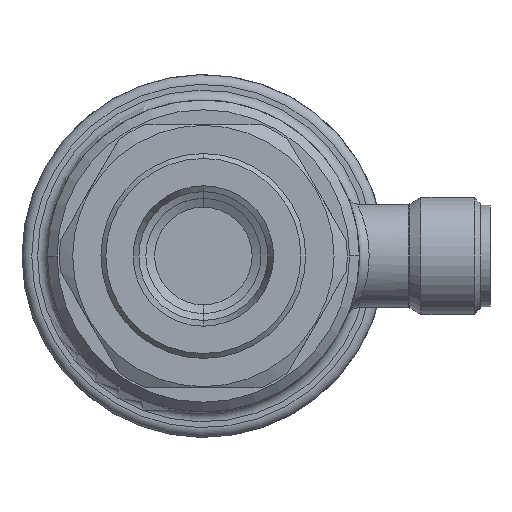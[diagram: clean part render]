
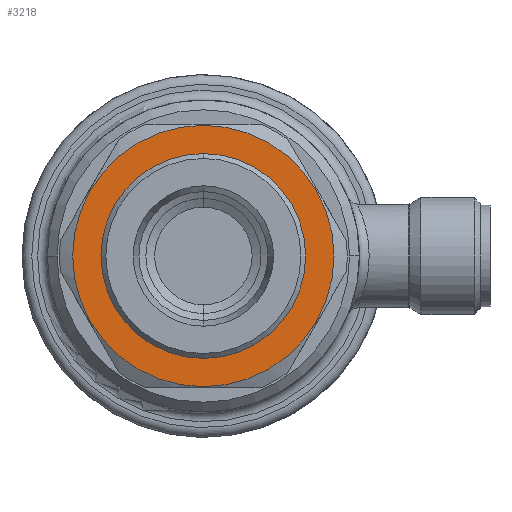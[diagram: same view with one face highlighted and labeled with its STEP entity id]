
A CAD part, front view. The second image highlights one B-rep face of the part: STEP entity #3218.
In plain terms, the highlighted planar face has unit normal (0, -1, 0).
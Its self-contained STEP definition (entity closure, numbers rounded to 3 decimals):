
#62 = DIRECTION ( 'NONE',  ( 0., -1., 0. ) ) ;
#141 = DIRECTION ( 'NONE',  ( 0., -1., 0. ) ) ;
#157 = CARTESIAN_POINT ( 'NONE',  ( 0., 14., 0. ) ) ;
#231 = CARTESIAN_POINT ( 'NONE',  ( 0., 14., 13.4 ) ) ;
#964 = CARTESIAN_POINT ( 'NONE',  ( 0., 14., 0. ) ) ;
#969 = DIRECTION ( 'NONE',  ( 0., -1., 0. ) ) ;
#979 = DIRECTION ( 'NONE',  ( 0., 0., -1. ) ) ;
#1088 = VERTEX_POINT ( 'NONE', #7722 ) ;
#1375 = CARTESIAN_POINT ( 'NONE',  ( 0., 14., -13.4 ) ) ;
#1704 = VERTEX_POINT ( 'NONE', #5682 ) ;
#1818 = AXIS2_PLACEMENT_3D ( 'NONE', #964, #969, #979 ) ;
#2118 = DIRECTION ( 'NONE',  ( 0., -1., 0. ) ) ;
#2393 = CIRCLE ( 'NONE', #3508, 10.5 ) ;
#2623 = CIRCLE ( 'NONE', #6829, 13.4 ) ;
#2887 = EDGE_CURVE ( 'NONE', #1704, #1088, #5287, .T. ) ;
#2959 = DIRECTION ( 'NONE',  ( 0., 0., -1. ) ) ;
#2984 = CARTESIAN_POINT ( 'NONE',  ( 0., 14., 0. ) ) ;
#3218 = ADVANCED_FACE ( 'NONE', ( #7282, #7086 ), #4141, .T. ) ;
#3508 = AXIS2_PLACEMENT_3D ( 'NONE', #2984, #62, #2959 ) ;
#3831 = EDGE_LOOP ( 'NONE', ( #5914, #5735 ) ) ;
#3959 = EDGE_CURVE ( 'NONE', #1088, #1704, #2393, .T. ) ;
#4100 = CARTESIAN_POINT ( 'NONE',  ( 13.4, 14., 0. ) ) ;
#4141 = PLANE ( 'NONE',  #7424 ) ;
#4150 = DIRECTION ( 'NONE',  ( 0., -1., 0. ) ) ;
#4159 = DIRECTION ( 'NONE',  ( 0., 0., -1. ) ) ;
#4958 = EDGE_LOOP ( 'NONE', ( #6511, #6106 ) ) ;
#5287 = CIRCLE ( 'NONE', #1818, 10.5 ) ;
#5619 = VERTEX_POINT ( 'NONE', #231 ) ;
#5682 = CARTESIAN_POINT ( 'NONE',  ( 0., 14., -10.5 ) ) ;
#5729 = VERTEX_POINT ( 'NONE', #1375 ) ;
#5735 = ORIENTED_EDGE ( 'NONE', *, *, #3959, .F. ) ;
#5792 = CARTESIAN_POINT ( 'NONE',  ( 0., 14., 0. ) ) ;
#5914 = ORIENTED_EDGE ( 'NONE', *, *, #2887, .F. ) ;
#6106 = ORIENTED_EDGE ( 'NONE', *, *, #6318, .T. ) ;
#6318 = EDGE_CURVE ( 'NONE', #5729, #5619, #2623, .T. ) ;
#6329 = CIRCLE ( 'NONE', #6928, 13.4 ) ;
#6420 = DIRECTION ( 'NONE',  ( 0., 0., -1. ) ) ;
#6511 = ORIENTED_EDGE ( 'NONE', *, *, #7915, .T. ) ;
#6829 = AXIS2_PLACEMENT_3D ( 'NONE', #157, #141, #7923 ) ;
#6928 = AXIS2_PLACEMENT_3D ( 'NONE', #5792, #2118, #6420 ) ;
#7086 = FACE_BOUND ( 'NONE', #3831, .T. ) ;
#7282 = FACE_OUTER_BOUND ( 'NONE', #4958, .T. ) ;
#7424 = AXIS2_PLACEMENT_3D ( 'NONE', #4100, #4150, #4159 ) ;
#7722 = CARTESIAN_POINT ( 'NONE',  ( 0., 14., 10.5 ) ) ;
#7915 = EDGE_CURVE ( 'NONE', #5619, #5729, #6329, .T. ) ;
#7923 = DIRECTION ( 'NONE',  ( 0., 0., -1. ) ) ;
